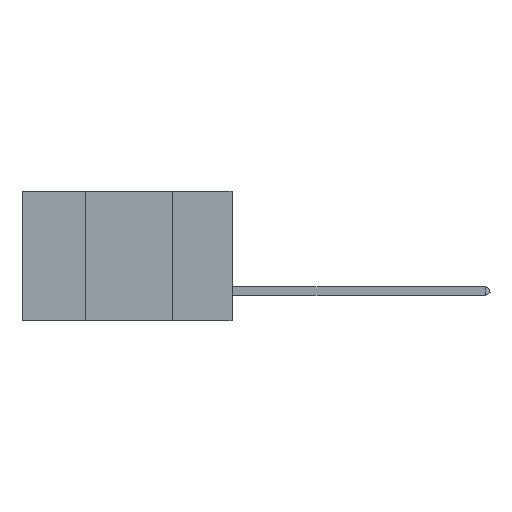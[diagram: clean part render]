
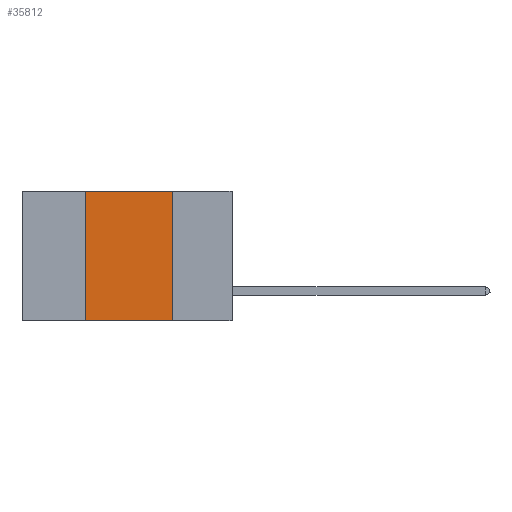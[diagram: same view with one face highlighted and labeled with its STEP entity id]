
A CAD part, left-side view. The second image highlights one B-rep face of the part: STEP entity #35812.
In plain terms, the highlighted planar face has unit normal (-1, 0, 0).
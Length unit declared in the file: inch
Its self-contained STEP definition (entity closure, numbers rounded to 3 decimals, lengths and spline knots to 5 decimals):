
#523 = VECTOR ( 'NONE', #37438, 39.37008 ) ;
#1948 = VECTOR ( 'NONE', #20265, 39.37008 ) ;
#2379 = EDGE_CURVE ( 'NONE', #10454, #34275, #37925, .T. ) ;
#4489 = VERTEX_POINT ( 'NONE', #14712 ) ;
#4529 = LINE ( 'NONE', #19638, #19027 ) ;
#4784 = ORIENTED_EDGE ( 'NONE', *, *, #23696, .F. ) ;
#7038 = ORIENTED_EDGE ( 'NONE', *, *, #17441, .F. ) ;
#7784 = VERTEX_POINT ( 'NONE', #25476 ) ;
#8571 = EDGE_CURVE ( 'NONE', #7784, #34275, #18169, .T. ) ;
#8627 = DIRECTION ( 'NONE',  ( 1., 0., 0. ) ) ;
#9417 = ORIENTED_EDGE ( 'NONE', *, *, #2379, .T. ) ;
#10454 = VERTEX_POINT ( 'NONE', #24102 ) ;
#10971 = CARTESIAN_POINT ( 'NONE',  ( 0., 0.17, 0. ) ) ;
#11369 = CARTESIAN_POINT ( 'NONE',  ( 0., 0.6, -0.37 ) ) ;
#11964 = DIRECTION ( 'NONE',  ( 0., 0., -1. ) ) ;
#12883 = LINE ( 'NONE', #33449, #1948 ) ;
#14712 = CARTESIAN_POINT ( 'NONE',  ( 0., 0.42, 0. ) ) ;
#15162 = DIRECTION ( 'NONE',  ( 0., -1., 0. ) ) ;
#17441 = EDGE_CURVE ( 'NONE', #10454, #4489, #12883, .T. ) ;
#18169 = LINE ( 'NONE', #10971, #523 ) ;
#19027 = VECTOR ( 'NONE', #39840, 39.37008 ) ;
#19638 = CARTESIAN_POINT ( 'NONE',  ( 0., 0.6, 0. ) ) ;
#20265 = DIRECTION ( 'NONE',  ( 0., 0., 1. ) ) ;
#23696 = EDGE_CURVE ( 'NONE', #4489, #7784, #4529, .T. ) ;
#24102 = CARTESIAN_POINT ( 'NONE',  ( 0., 0.42, -0.37 ) ) ;
#24227 = CARTESIAN_POINT ( 'NONE',  ( 0., 0.17, -0.37 ) ) ;
#25163 = CARTESIAN_POINT ( 'NONE',  ( 0., 0.6, 0. ) ) ;
#25476 = CARTESIAN_POINT ( 'NONE',  ( 0., 0.17, 0. ) ) ;
#25742 = PLANE ( 'NONE',  #29743 ) ;
#26735 = EDGE_LOOP ( 'NONE', ( #34530, #4784, #7038, #9417 ) ) ;
#29743 = AXIS2_PLACEMENT_3D ( 'NONE', #25163, #8627, #11964 ) ;
#32747 = VECTOR ( 'NONE', #15162, 39.37008 ) ;
#33449 = CARTESIAN_POINT ( 'NONE',  ( 0., 0.42, 0. ) ) ;
#34275 = VERTEX_POINT ( 'NONE', #24227 ) ;
#34530 = ORIENTED_EDGE ( 'NONE', *, *, #8571, .F. ) ;
#35812 = ADVANCED_FACE ( 'NONE', ( #42606 ), #25742, .F. ) ;
#37438 = DIRECTION ( 'NONE',  ( 0., 0., -1. ) ) ;
#37925 = LINE ( 'NONE', #11369, #32747 ) ;
#39840 = DIRECTION ( 'NONE',  ( 0., -1., 0. ) ) ;
#42606 = FACE_OUTER_BOUND ( 'NONE', #26735, .T. ) ;
